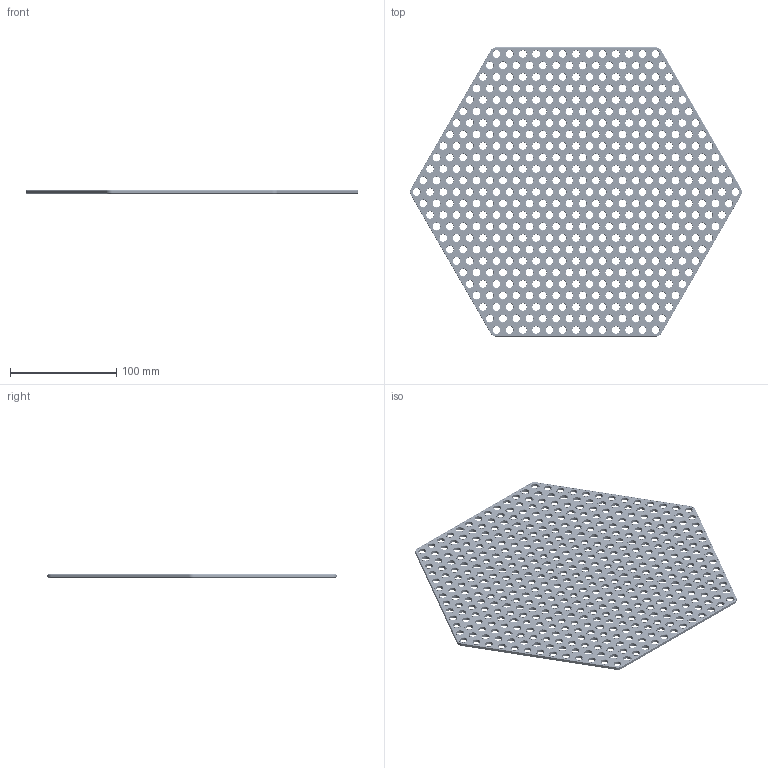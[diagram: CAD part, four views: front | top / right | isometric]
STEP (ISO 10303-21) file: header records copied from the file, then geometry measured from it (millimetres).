
FILE_DESCRIPTION(('FreeCAD Model'),'2;1');
FILE_NAME('Open CASCADE Shape Model','2024-01-31T19:20:18',(''),(''), 'Open CASCADE STEP processor 7.6','FreeCAD','Unknown');
FILE_SCHEMA(('AUTOMOTIVE_DESIGN { 1 0 10303 214 1 1 1 1 }'));
Products named in the file (1): Plate HEX CRNR BU25x00.25 - SPN-PLT-0012 (stemfie.org)
Bounding box: 312.5 x 272.31 x 3.12 mm (x, y, z)
Volume: 136796.2 mm3; surface area: 126529.4 mm2
Topology: 1 solids, 1 shells, 3143 faces, 7268 edges, 4628 vertices
Faces by surface type: cone 1260, cylinder 950, plane 801, extrusion 132
Full cylindrical faces by diameter (mm): 7 x469, 9.2 x469
Entity records: 189473 total; most frequent: CARTESIAN_POINT 39775, DIRECTION 28690, ORIENTED_EDGE 14536, PCURVE 14536, DEFINITIONAL_REPRESENTATION 14536, VECTOR 13660, LINE 13528, EDGE_CURVE 7268
